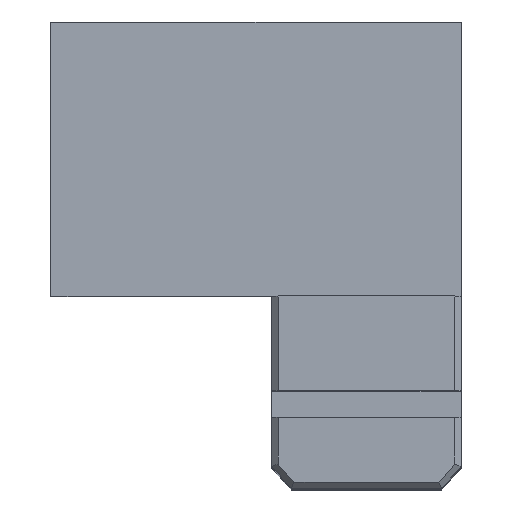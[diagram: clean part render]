
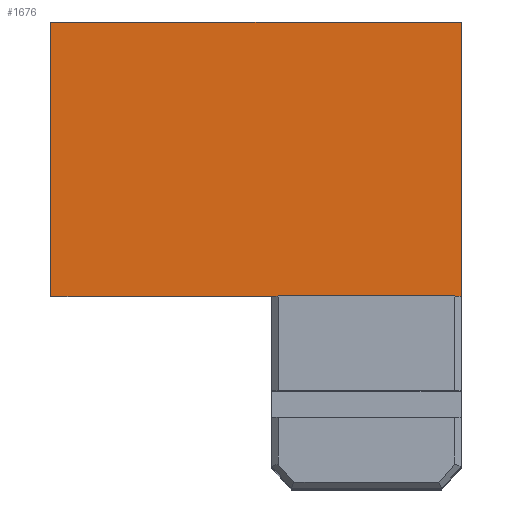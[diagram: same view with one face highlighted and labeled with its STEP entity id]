
A CAD part, top view. The second image highlights one B-rep face of the part: STEP entity #1676.
In plain terms, the highlighted planar face has unit normal (0, 0, 1).
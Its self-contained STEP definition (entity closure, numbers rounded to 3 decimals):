
#157=PLANE('',#1783);
#230=FACE_OUTER_BOUND('',#324,.T.);
#324=EDGE_LOOP('',(#1386,#1387,#1388,#1389,#1390));
#379=LINE('',#2165,#553);
#388=LINE('',#2183,#562);
#417=LINE('',#2384,#591);
#433=LINE('',#2418,#607);
#465=LINE('',#2576,#639);
#553=VECTOR('',#1850,1000.);
#562=VECTOR('',#1865,1000.);
#591=VECTOR('',#1900,10.);
#607=VECTOR('',#1928,1000.);
#639=VECTOR('',#1988,1000.);
#733=VERTEX_POINT('',#2154);
#738=VERTEX_POINT('',#2163);
#744=VERTEX_POINT('',#2181);
#750=VERTEX_POINT('',#2198);
#777=VERTEX_POINT('',#2293);
#902=EDGE_CURVE('',#733,#738,#379,.T.);
#911=EDGE_CURVE('',#744,#738,#388,.T.);
#972=EDGE_CURVE('',#777,#733,#417,.T.);
#988=EDGE_CURVE('',#750,#777,#433,.T.);
#1020=EDGE_CURVE('',#744,#750,#465,.T.);
#1386=ORIENTED_EDGE('',*,*,#972,.T.);
#1387=ORIENTED_EDGE('',*,*,#902,.T.);
#1388=ORIENTED_EDGE('',*,*,#911,.F.);
#1389=ORIENTED_EDGE('',*,*,#1020,.T.);
#1390=ORIENTED_EDGE('',*,*,#988,.T.);
#1676=ADVANCED_FACE('',(#230),#157,.F.);
#1783=AXIS2_PLACEMENT_3D('',#2575,#1986,#1987);
#1850=DIRECTION('',(-1.,0.,0.));
#1865=DIRECTION('',(0.,1.,0.));
#1900=DIRECTION('',(0.,1.,0.));
#1928=DIRECTION('',(1.,0.,0.));
#1986=DIRECTION('center_axis',(0.,0.,
-1.));
#1987=DIRECTION('ref_axis',(0.,1.,0.));
#1988=DIRECTION('',(1.,0.,0.));
#2154=CARTESIAN_POINT('',(3.,11.85,4.5));
#2163=CARTESIAN_POINT('',(-10.,11.85,4.5));
#2165=CARTESIAN_POINT('',(6.,11.85,4.5));
#2181=CARTESIAN_POINT('',(-10.,3.15,4.5));
#2183=CARTESIAN_POINT('',(-10.,3.15,4.5));
#2198=CARTESIAN_POINT('',(-3.,3.15,4.5));
#2293=CARTESIAN_POINT('',(3.,3.15,4.5));
#2384=CARTESIAN_POINT('',(3.,8.025,4.5));
#2418=CARTESIAN_POINT('',(0.,3.15,4.5));
#2575=CARTESIAN_POINT('Origin',(0.,16.05,4.5));
#2576=CARTESIAN_POINT('',(-4.,3.15,4.5));
